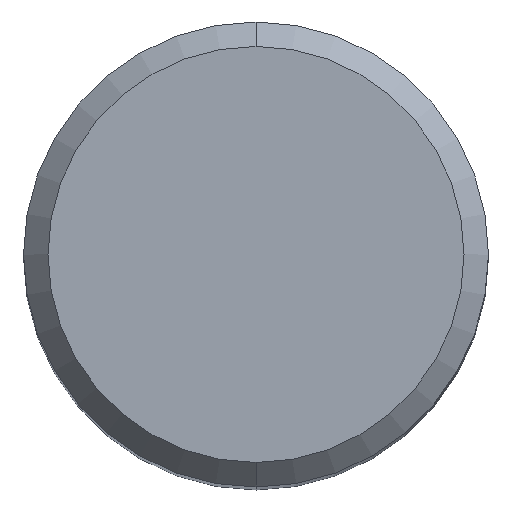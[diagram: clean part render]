
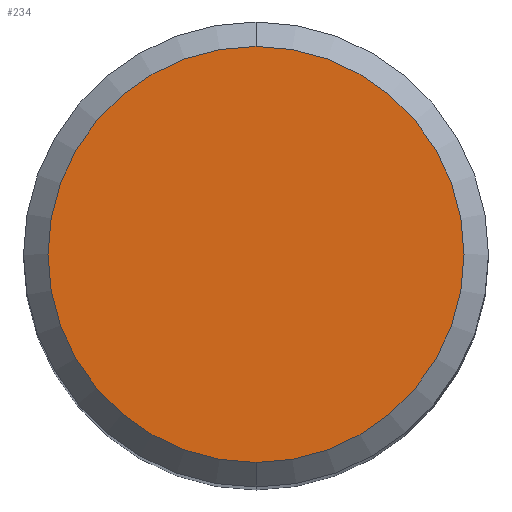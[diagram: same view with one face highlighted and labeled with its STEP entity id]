
A CAD part, top view. The second image highlights one B-rep face of the part: STEP entity #234.
In plain terms, the highlighted planar face has unit normal (0, 0, 1).
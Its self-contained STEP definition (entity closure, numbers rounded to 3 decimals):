
#206=EDGE_CURVE('',#334,#320,#513,.T.);
#234=ADVANCED_FACE('',(#544),#545,.T.);
#320=VERTEX_POINT('',#638);
#334=VERTEX_POINT('',#653);
#382=EDGE_CURVE('',#320,#334,#705,.T.);
#513=CIRCLE('',#885,8.5);
#544=FACE_OUTER_BOUND('',#950,.T.);
#545=PLANE('',#951);
#638=CARTESIAN_POINT('',(0.0,8.5,0.0));
#653=CARTESIAN_POINT('',(0.,-8.5,0.0));
#705=CIRCLE('',#1319,8.5);
#885=AXIS2_PLACEMENT_3D('',#1600,#1601,#1602);
#950=EDGE_LOOP('',(#1635,#1636));
#951=AXIS2_PLACEMENT_3D('',#1637,#1638,#1639);
#1319=AXIS2_PLACEMENT_3D('',#1818,#1819,#1820);
#1600=CARTESIAN_POINT('',(0.0,0.0,0.0));
#1601=DIRECTION('',(0.0,0.0,-1.0));
#1602=DIRECTION('',(0.0,1.0,0.0));
#1635=ORIENTED_EDGE('',*,*,#382,.F.);
#1636=ORIENTED_EDGE('',*,*,#206,.F.);
#1637=CARTESIAN_POINT('',(0.0,4.25,0.0));
#1638=DIRECTION('',(-0.0,0.0,1.0));
#1639=DIRECTION('',(0.0,-1.0,0.0));
#1818=CARTESIAN_POINT('',(0.0,0.0,0.0));
#1819=DIRECTION('',(0.0,0.0,-1.0));
#1820=DIRECTION('',(0.0,1.0,0.0));
